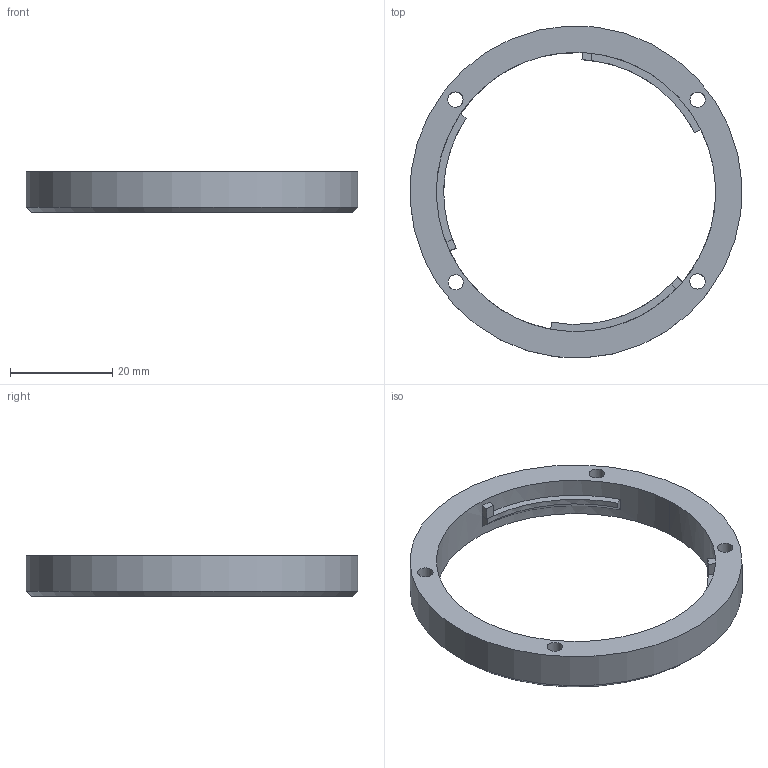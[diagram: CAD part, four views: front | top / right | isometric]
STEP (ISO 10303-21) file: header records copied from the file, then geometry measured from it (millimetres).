
FILE_DESCRIPTION(('FreeCAD Model'),'2;1');
FILE_NAME( 'lensmount.step', '2020-10-15T20:23:33',('Author'),(''), 'Open CASCADE STEP processor 7.3','FreeCAD','Unknown');
FILE_SCHEMA(('AUTOMOTIVE_DESIGN { 1 0 10303 214 1 1 1 1 }'));
Length unit declared in the file: millimetre
Products named in the file (1): Cut005
Bounding box: 64.91 x 64.91 x 7.95 mm (x, y, z)
Volume: 7635.7 mm3; surface area: 5285.2 mm2
Topology: 1 solids, 1 shells, 50 faces, 140 edges, 91 vertices
Faces by surface type: bspline 42, cylinder 5, plane 2, cone 1
Full cylindrical faces by diameter (mm): 3 x4, 65 x1
Entity records: 2729 total; most frequent: CARTESIAN_POINT 1442, ORIENTED_EDGE 280, EDGE_CURVE 140, VERTEX_POINT 91, B_SPLINE_CURVE_WITH_KNOTS 86, DIRECTION 60, FACE_BOUND 59, EDGE_LOOP 59
